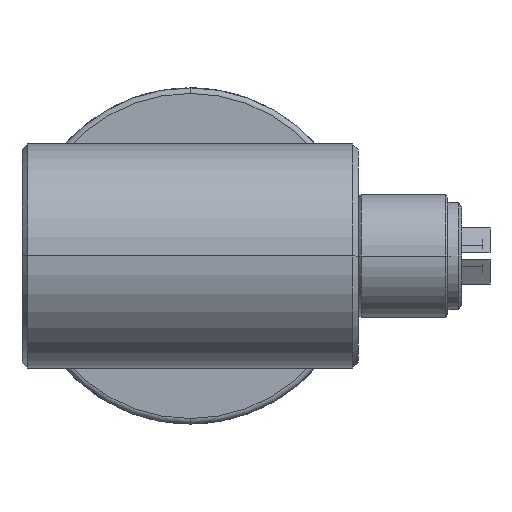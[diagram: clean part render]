
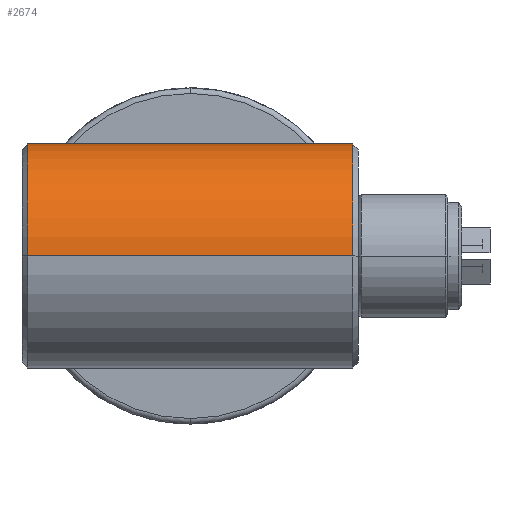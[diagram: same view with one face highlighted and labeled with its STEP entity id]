
A CAD part, left-side view. The second image highlights one B-rep face of the part: STEP entity #2674.
In plain terms, the highlighted cylindrical face has radius 20 mm (diameter 40 mm), a partial arc.
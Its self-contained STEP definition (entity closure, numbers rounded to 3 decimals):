
#173 = EDGE_CURVE ( 'NONE', #1688, #9714, #986, .T. ) ;
#914 = ORIENTED_EDGE ( 'NONE', *, *, #2672, .F. ) ;
#932 = DIRECTION ( 'NONE',  ( 0., -1., 0. ) ) ;
#986 = CIRCLE ( 'NONE', #2599, 20. ) ;
#1388 = CYLINDRICAL_SURFACE ( 'NONE', #4598, 20. ) ;
#1652 = EDGE_CURVE ( 'NONE', #7174, #3706, #9260, .T. ) ;
#1688 = VERTEX_POINT ( 'NONE', #8198 ) ;
#2093 = FACE_OUTER_BOUND ( 'NONE', #5339, .T. ) ;
#2340 = EDGE_CURVE ( 'NONE', #3706, #9714, #6294, .T. ) ;
#2599 = AXIS2_PLACEMENT_3D ( 'NONE', #4153, #6504, #7178 ) ;
#2672 = EDGE_CURVE ( 'NONE', #7174, #1688, #2961, .T. ) ;
#2674 = ADVANCED_FACE ( 'NONE', ( #2093 ), #1388, .T. ) ;
#2856 = VECTOR ( 'NONE', #8558, 1000. ) ;
#2961 = LINE ( 'NONE', #8246, #4295 ) ;
#3706 = VERTEX_POINT ( 'NONE', #4270 ) ;
#4029 = DIRECTION ( 'NONE',  ( 1., 0., 0. ) ) ;
#4153 = CARTESIAN_POINT ( 'NONE',  ( -20., -29., 0. ) ) ;
#4270 = CARTESIAN_POINT ( 'NONE',  ( -40., 29., 0. ) ) ;
#4295 = VECTOR ( 'NONE', #6029, 1000. ) ;
#4598 = AXIS2_PLACEMENT_3D ( 'NONE', #9052, #5262, #7498 ) ;
#4953 = ORIENTED_EDGE ( 'NONE', *, *, #2340, .T. ) ;
#5262 = DIRECTION ( 'NONE',  ( 0., -1., 0. ) ) ;
#5339 = EDGE_LOOP ( 'NONE', ( #9483, #4953, #6703, #914 ) ) ;
#5532 = CARTESIAN_POINT ( 'NONE',  ( -40., -35., 0. ) ) ;
#5854 = CARTESIAN_POINT ( 'NONE',  ( -40., -29., 0. ) ) ;
#6029 = DIRECTION ( 'NONE',  ( 0., -1., 0. ) ) ;
#6294 = LINE ( 'NONE', #5532, #2856 ) ;
#6504 = DIRECTION ( 'NONE',  ( 0., -1., 0. ) ) ;
#6703 = ORIENTED_EDGE ( 'NONE', *, *, #173, .F. ) ;
#7174 = VERTEX_POINT ( 'NONE', #8527 ) ;
#7178 = DIRECTION ( 'NONE',  ( 1., 0., 0. ) ) ;
#7498 = DIRECTION ( 'NONE',  ( 1., 0., 0. ) ) ;
#7812 = CARTESIAN_POINT ( 'NONE',  ( -20., 29., 0. ) ) ;
#8137 = AXIS2_PLACEMENT_3D ( 'NONE', #7812, #932, #4029 ) ;
#8198 = CARTESIAN_POINT ( 'NONE',  ( 0., -29., 0. ) ) ;
#8246 = CARTESIAN_POINT ( 'NONE',  ( 0., -35., 0. ) ) ;
#8527 = CARTESIAN_POINT ( 'NONE',  ( 0., 29., 0. ) ) ;
#8558 = DIRECTION ( 'NONE',  ( 0., -1., 0. ) ) ;
#9052 = CARTESIAN_POINT ( 'NONE',  ( -20., -35., 0. ) ) ;
#9260 = CIRCLE ( 'NONE', #8137, 20. ) ;
#9483 = ORIENTED_EDGE ( 'NONE', *, *, #1652, .T. ) ;
#9714 = VERTEX_POINT ( 'NONE', #5854 ) ;
